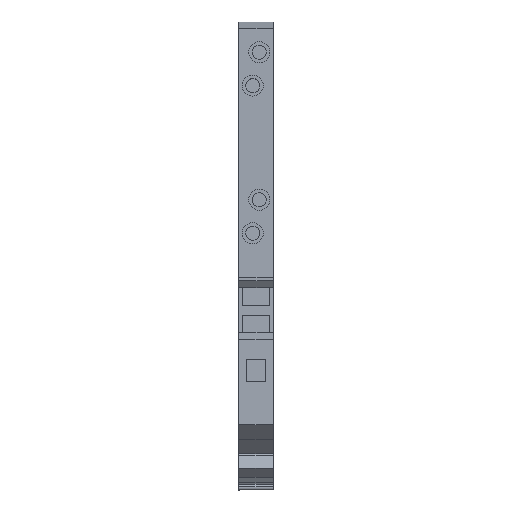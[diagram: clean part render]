
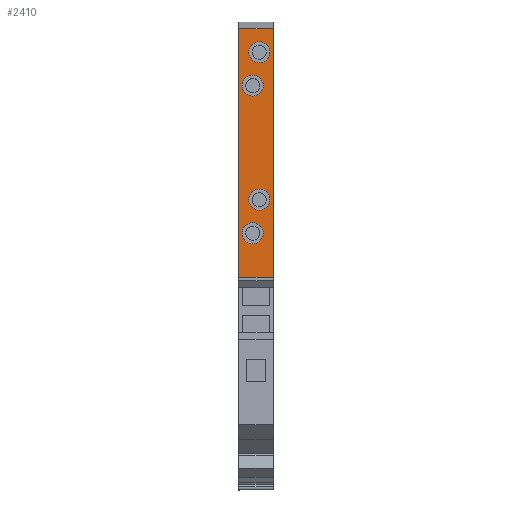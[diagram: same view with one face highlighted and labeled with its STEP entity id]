
A CAD part, top view. The second image highlights one B-rep face of the part: STEP entity #2410.
In plain terms, the highlighted face is planar.
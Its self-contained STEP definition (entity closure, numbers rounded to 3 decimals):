
#1420=CARTESIAN_POINT('',(62.783,20.272,
12.365));
#1430=DIRECTION('',(0.,1.,-0.));
#1440=DIRECTION('',(-1.,0.,0.));
#1450=AXIS2_PLACEMENT_3D('',#1420,#1430,#1440);
#1460=PLANE('',#1450);
#1470=CARTESIAN_POINT('',(44.067,20.272,
12.8));
#1480=DIRECTION('',(0.,1.,0.));
#1490=DIRECTION('',(1.,0.,0.));
#1500=AXIS2_PLACEMENT_3D('',#1470,#1480,#1490);
#1510=CIRCLE('',#1500,1.85);
#1520=CARTESIAN_POINT('',(45.917,20.272,
12.8));
#1530=VERTEX_POINT('',#1520);
#1540=CARTESIAN_POINT('',(42.217,20.272,
12.8));
#1550=VERTEX_POINT('',#1540);
#1560=EDGE_CURVE('',#1530,#1550,#1510,.T.);
#1570=ORIENTED_EDGE('',*,*,#1560,.F.);
#1580=EDGE_CURVE('',#1550,#1530,#1510,.T.);
#1590=ORIENTED_EDGE('',*,*,#1580,.F.);
#1600=EDGE_LOOP('',(#1590,#1570));
#1610=FACE_BOUND('',#1600,.T.);
#1620=CARTESIAN_POINT('',(75.967,20.272,
13.95));
#1630=DIRECTION('',(0.,1.,0.));
#1640=DIRECTION('',(1.,0.,0.));
#1650=AXIS2_PLACEMENT_3D('',#1620,#1630,#1640);
#1660=CIRCLE('',#1650,1.85);
#1670=CARTESIAN_POINT('',(77.817,20.272,
13.95));
#1680=VERTEX_POINT('',#1670);
#1690=CARTESIAN_POINT('',(74.117,20.272,
13.95));
#1700=VERTEX_POINT('',#1690);
#1710=EDGE_CURVE('',#1680,#1700,#1660,.T.);
#1720=ORIENTED_EDGE('',*,*,#1710,.F.);
#1730=EDGE_CURVE('',#1700,#1680,#1660,.T.);
#1740=ORIENTED_EDGE('',*,*,#1730,.F.);
#1750=EDGE_LOOP('',(#1740,#1720));
#1760=FACE_BOUND('',#1750,.T.);
#1770=CARTESIAN_POINT('',(49.967,20.272,
13.95));
#1780=DIRECTION('',(0.,1.,0.));
#1790=DIRECTION('',(1.,0.,0.));
#1800=AXIS2_PLACEMENT_3D('',#1770,#1780,#1790);
#1810=CIRCLE('',#1800,1.85);
#1820=CARTESIAN_POINT('',(51.817,20.272,
13.95));
#1830=VERTEX_POINT('',#1820);
#1840=CARTESIAN_POINT('',(48.117,20.272,
13.95));
#1850=VERTEX_POINT('',#1840);
#1860=EDGE_CURVE('',#1830,#1850,#1810,.T.);
#1870=ORIENTED_EDGE('',*,*,#1860,.F.);
#1880=EDGE_CURVE('',#1850,#1830,#1810,.T.);
#1890=ORIENTED_EDGE('',*,*,#1880,.F.);
#1900=EDGE_LOOP('',(#1890,#1870));
#1910=FACE_BOUND('',#1900,.T.);
#1920=CARTESIAN_POINT('',(70.067,20.272,
12.8));
#1930=DIRECTION('',(0.,1.,0.));
#1940=DIRECTION('',(1.,0.,0.));
#1950=AXIS2_PLACEMENT_3D('',#1920,#1930,#1940);
#1960=CIRCLE('',#1950,1.85);
#1970=CARTESIAN_POINT('',(71.917,20.272,
12.8));
#1980=VERTEX_POINT('',#1970);
#1990=CARTESIAN_POINT('',(68.217,20.272,
12.8));
#2000=VERTEX_POINT('',#1990);
#2010=EDGE_CURVE('',#1980,#2000,#1960,.T.);
#2020=ORIENTED_EDGE('',*,*,#2010,.F.);
#2030=EDGE_CURVE('',#2000,#1980,#1960,.T.);
#2040=ORIENTED_EDGE('',*,*,#2030,.F.);
#2050=EDGE_LOOP('',(#2040,#2020));
#2060=FACE_BOUND('',#2050,.T.);
#2070=CARTESIAN_POINT('',(27.805,20.272,
16.45));
#2080=DIRECTION('',(-1.,0.,0.));
#2090=VECTOR('',#2080,1.);
#2100=LINE('',#2070,#2090);
#2110=CARTESIAN_POINT('',(80.092,20.272,
16.45));
#2120=VERTEX_POINT('',#2110);
#2130=CARTESIAN_POINT('',(36.217,20.272,
16.45));
#2140=VERTEX_POINT('',#2130);
#2150=EDGE_CURVE('',#2120,#2140,#2100,.T.);
#2160=ORIENTED_EDGE('',*,*,#2150,.F.);
#2170=CARTESIAN_POINT('',(36.217,20.272,
10.3));
#2180=DIRECTION('',(0.,0.,1.));
#2190=VECTOR('',#2180,1.);
#2200=LINE('',#2170,#2190);
#2210=CARTESIAN_POINT('',(36.217,20.272,10.3));
#2220=VERTEX_POINT('',#2210);
#2230=EDGE_CURVE('',#2220,#2140,#2200,.T.);
#2240=ORIENTED_EDGE('',*,*,#2230,.T.);
#2250=CARTESIAN_POINT('',(27.805,20.272,10.3));
#2260=DIRECTION('',(1.,0.,0.));
#2270=VECTOR('',#2260,1.);
#2280=LINE('',#2250,#2270);
#2290=CARTESIAN_POINT('',(80.092,20.272,10.3));
#2300=VERTEX_POINT('',#2290);
#2310=EDGE_CURVE('',#2220,#2300,#2280,.T.);
#2320=ORIENTED_EDGE('',*,*,#2310,.F.);
#2330=CARTESIAN_POINT('',(80.092,20.272,
10.3));
#2340=DIRECTION('',(0.,0.,1.));
#2350=VECTOR('',#2340,1.);
#2360=LINE('',#2330,#2350);
#2370=EDGE_CURVE('',#2300,#2120,#2360,.T.);
#2380=ORIENTED_EDGE('',*,*,#2370,.F.);
#2390=EDGE_LOOP('',(#2380,#2320,#2240,#2160));
#2400=FACE_OUTER_BOUND('',#2390,.T.);
#2410=ADVANCED_FACE('',(#1610,#1760,#1910,#2060,#2400),#1460,.T.);
